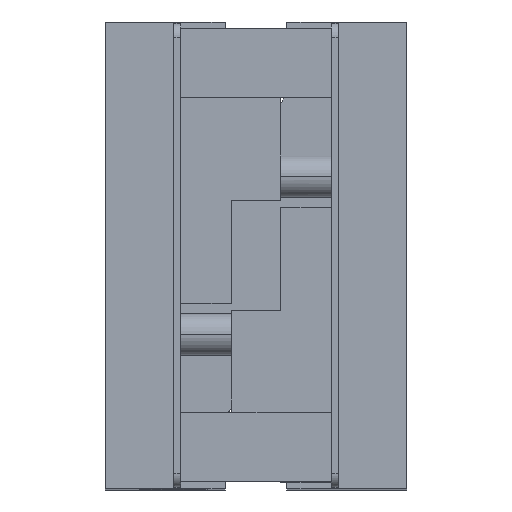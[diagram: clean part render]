
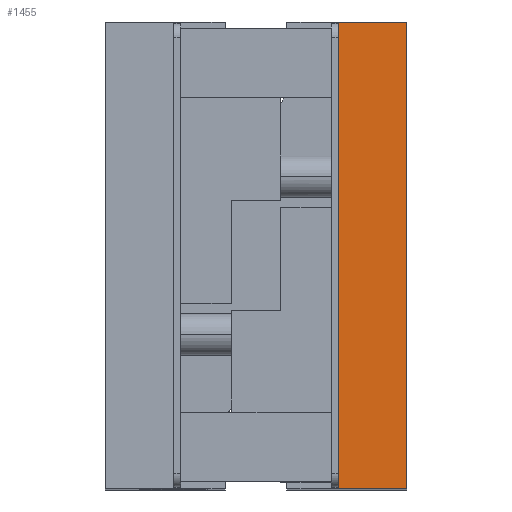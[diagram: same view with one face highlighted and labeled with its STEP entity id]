
A CAD part, top view. The second image highlights one B-rep face of the part: STEP entity #1455.
In plain terms, the highlighted planar face has unit normal (0, 0, 1).
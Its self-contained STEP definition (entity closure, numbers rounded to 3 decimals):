
#1428=AXIS2_PLACEMENT_3D('Plane Axis2P3D',#1425,#1426,#1427) ;
#296=CARTESIAN_POINT('Line Origine',(11.,0.,0.)) ;
#300=CARTESIAN_POINT('Vertex',(11.,17.,0.)) ;
#302=CARTESIAN_POINT('Vertex',(11.,-17.,0.)) ;
#1425=CARTESIAN_POINT('Axis2P3D Location',(0.,0.,0.)) ;
#1430=CARTESIAN_POINT('Line Origine',(6.,0.,0.)) ;
#1434=CARTESIAN_POINT('Vertex',(6.,-17.,0.)) ;
#1436=CARTESIAN_POINT('Vertex',(6.,17.,0.)) ;
#1439=CARTESIAN_POINT('Line Origine',(8.5,-17.,0.)) ;
#1444=CARTESIAN_POINT('Line Origine',(8.5,17.,0.)) ;
#297=DIRECTION('Vector Direction',(0.,-1.,0.)) ;
#1426=DIRECTION('Axis2P3D Direction',(0.,0.,-1.)) ;
#1427=DIRECTION('Axis2P3D XDirection',(1.,0.,0.)) ;
#1431=DIRECTION('Vector Direction',(0.,1.,0.)) ;
#1440=DIRECTION('Vector Direction',(-1.,0.,0.)) ;
#1445=DIRECTION('Vector Direction',(1.,0.,0.)) ;
#298=VECTOR('Line Direction',#297,1.) ;
#1432=VECTOR('Line Direction',#1431,1.) ;
#1441=VECTOR('Line Direction',#1440,1.) ;
#1446=VECTOR('Line Direction',#1445,1.) ;
#1450=ORIENTED_EDGE('',*,*,#1438,.F.) ;
#1451=ORIENTED_EDGE('',*,*,#1443,.F.) ;
#1452=ORIENTED_EDGE('',*,*,#304,.F.) ;
#1453=ORIENTED_EDGE('',*,*,#1448,.F.) ;
#1455=ADVANCED_FACE('GPB_16_T03_1357552_TUENKERS',(#1454),#1429,.F.) ;
#304=EDGE_CURVE('',#301,#303,#299,.T.) ;
#1438=EDGE_CURVE('',#1435,#1437,#1433,.T.) ;
#1443=EDGE_CURVE('',#303,#1435,#1442,.T.) ;
#1448=EDGE_CURVE('',#1437,#301,#1447,.T.) ;
#1449=EDGE_LOOP('',(#1450,#1451,#1452,#1453)) ;
#1454=FACE_OUTER_BOUND('',#1449,.T.) ;
#299=LINE('Line',#296,#298) ;
#1433=LINE('Line',#1430,#1432) ;
#1442=LINE('Line',#1439,#1441) ;
#1447=LINE('Line',#1444,#1446) ;
#1429=PLANE('Plane',#1428) ;
#301=VERTEX_POINT('',#300) ;
#303=VERTEX_POINT('',#302) ;
#1435=VERTEX_POINT('',#1434) ;
#1437=VERTEX_POINT('',#1436) ;
